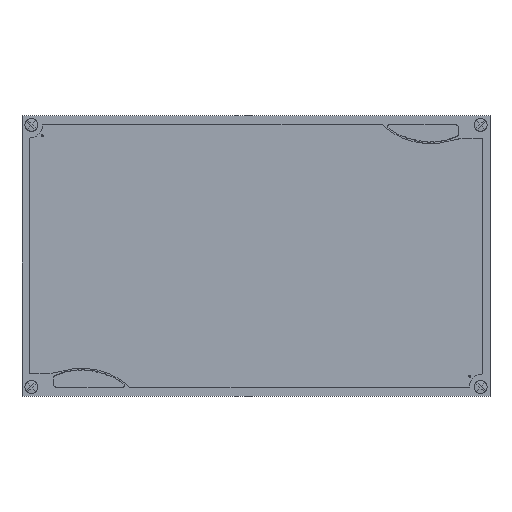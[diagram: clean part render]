
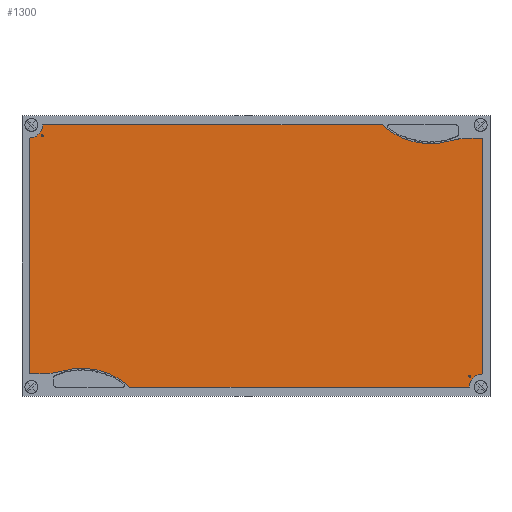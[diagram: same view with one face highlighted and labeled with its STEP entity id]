
A CAD part, top view. The second image highlights one B-rep face of the part: STEP entity #1300.
In plain terms, the highlighted planar face has unit normal (0, 0, 1).
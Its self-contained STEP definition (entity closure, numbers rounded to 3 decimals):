
#1300=ADVANCED_FACE('',(#3052,#3053,#3054),#3055,.T.);
#3052=FACE_OUTER_BOUND('',#5373,.T.);
#3053=FACE_BOUND('',#5374,.T.);
#3054=FACE_BOUND('',#5375,.T.);
#3055=PLANE('',#5376);
#5373=EDGE_LOOP('',(#8555,#8556,#8557,#8558,#8559,#8560,#8561,#8562,#8563,#8564,#8565,#8566));
#5374=EDGE_LOOP('',(#8567,#8568));
#5375=EDGE_LOOP('',(#8569,#8570));
#5376=AXIS2_PLACEMENT_3D('',#8571,#8572,#8573);
#8555=ORIENTED_EDGE('',*,*,#14940,.T.);
#8556=ORIENTED_EDGE('',*,*,#14936,.T.);
#8557=ORIENTED_EDGE('',*,*,#14931,.T.);
#8558=ORIENTED_EDGE('',*,*,#14948,.T.);
#8559=ORIENTED_EDGE('',*,*,#14949,.T.);
#8560=ORIENTED_EDGE('',*,*,#14950,.T.);
#8561=ORIENTED_EDGE('',*,*,#14951,.T.);
#8562=ORIENTED_EDGE('',*,*,#14952,.T.);
#8563=ORIENTED_EDGE('',*,*,#14953,.T.);
#8564=ORIENTED_EDGE('',*,*,#14954,.T.);
#8565=ORIENTED_EDGE('',*,*,#14955,.T.);
#8566=ORIENTED_EDGE('',*,*,#14944,.F.);
#8567=ORIENTED_EDGE('',*,*,#14431,.T.);
#8568=ORIENTED_EDGE('',*,*,#14397,.T.);
#8569=ORIENTED_EDGE('',*,*,#14435,.T.);
#8570=ORIENTED_EDGE('',*,*,#14392,.T.);
#8571=CARTESIAN_POINT('',(250.0,150.0,64.3));
#8572=DIRECTION('',(0.0,0.0,1.0));
#8573=DIRECTION('',(0.0,-1.0,0.0));
#14392=EDGE_CURVE('',#17243,#17247,#17249,.T.);
#14397=EDGE_CURVE('',#17252,#17256,#17258,.T.);
#14431=EDGE_CURVE('',#17256,#17252,#17308,.T.);
#14435=EDGE_CURVE('',#17247,#17243,#17312,.T.);
#14931=EDGE_CURVE('',#18044,#18045,#18046,.T.);
#14936=EDGE_CURVE('',#18053,#18044,#18054,.T.);
#14940=EDGE_CURVE('',#18059,#18053,#18060,.T.);
#14944=EDGE_CURVE('',#18059,#18065,#18066,.T.);
#14948=EDGE_CURVE('',#18045,#18071,#18072,.T.);
#14949=EDGE_CURVE('',#18071,#18073,#18074,.T.);
#14950=EDGE_CURVE('',#18073,#18075,#18076,.T.);
#14951=EDGE_CURVE('',#18075,#18077,#18078,.T.);
#14952=EDGE_CURVE('',#18077,#18079,#18080,.T.);
#14953=EDGE_CURVE('',#18079,#18081,#18082,.T.);
#14954=EDGE_CURVE('',#18081,#18083,#18084,.T.);
#14955=EDGE_CURVE('',#18083,#18065,#18085,.T.);
#17243=VERTEX_POINT('',#21460);
#17247=VERTEX_POINT('',#21465);
#17249=CIRCLE('',#21468,1.1);
#17252=VERTEX_POINT('',#21471);
#17256=VERTEX_POINT('',#21476);
#17258=CIRCLE('',#21479,1.1);
#17308=CIRCLE('',#21537,1.1);
#17312=CIRCLE('',#21541,1.1);
#18044=VERTEX_POINT('',#22529);
#18045=VERTEX_POINT('',#22530);
#18046=CIRCLE('',#22531,75.627);
#18053=VERTEX_POINT('',#22540);
#18054=CIRCLE('',#22541,77.855);
#18059=VERTEX_POINT('',#22547);
#18060=LINE('',#22548,#22549);
#18065=VERTEX_POINT('',#22556);
#18066=LINE('',#22557,#22558);
#18071=VERTEX_POINT('',#22565);
#18072=LINE('',#22566,#22567);
#18073=VERTEX_POINT('',#22568);
#18074=CIRCLE('',#22569,14.0);
#18075=VERTEX_POINT('',#22570);
#18076=LINE('',#22571,#22572);
#18077=VERTEX_POINT('',#22573);
#18078=LINE('',#22574,#22575);
#18079=VERTEX_POINT('',#22576);
#18080=CIRCLE('',#22577,77.855);
#18081=VERTEX_POINT('',#22578);
#18082=CIRCLE('',#22579,75.627);
#18083=VERTEX_POINT('',#22580);
#18084=LINE('',#22581,#22582);
#18085=CIRCLE('',#22583,14.0);
#21460=CARTESIAN_POINT('',(479.434,21.666,64.3));
#21465=CARTESIAN_POINT('',(477.234,21.666,64.3));
#21468=AXIS2_PLACEMENT_3D('',#27552,#27553,#27554);
#21471=CARTESIAN_POINT('',(22.766,278.334,64.3));
#21476=CARTESIAN_POINT('',(20.566,278.334,64.3));
#21479=AXIS2_PLACEMENT_3D('',#27560,#27561,#27562);
#21537=AXIS2_PLACEMENT_3D('',#27619,#27620,#27621);
#21541=AXIS2_PLACEMENT_3D('',#27625,#27626,#27627);
#22529=CARTESIAN_POINT('',(457.3,273.,64.3));
#22530=CARTESIAN_POINT('',(384.8,290.,64.3));
#22531=AXIS2_PLACEMENT_3D('',#28199,#28200,#28201);
#22540=CARTESIAN_POINT('',(478.5,276.0,64.3));
#22541=AXIS2_PLACEMENT_3D('',#28207,#28208,#28209);
#22547=CARTESIAN_POINT('',(492.0,276.0,64.3));
#22548=CARTESIAN_POINT('',(367.625,276.0,64.3));
#22549=VECTOR('',#28214,1.0);
#22556=CARTESIAN_POINT('',(492.0,24.0,64.3));
#22557=CARTESIAN_POINT('',(492.0,150.0,64.3));
#22558=VECTOR('',#28217,1.0);
#22565=CARTESIAN_POINT('',(22.,290.,64.3));
#22566=CARTESIAN_POINT('',(250.0,290.0,64.3));
#22567=VECTOR('',#28220,1.0);
#22568=CARTESIAN_POINT('',(8.0,276.0,64.3));
#22569=AXIS2_PLACEMENT_3D('',#28221,#28222,#28223);
#22570=CARTESIAN_POINT('',(8.0,24.0,64.3));
#22571=CARTESIAN_POINT('',(8.0,150.0,64.3));
#22572=VECTOR('',#28224,1.0);
#22573=CARTESIAN_POINT('',(21.5,24.0,64.3));
#22574=CARTESIAN_POINT('',(132.375,24.0,64.3));
#22575=VECTOR('',#28225,1.0);
#22576=CARTESIAN_POINT('',(42.7,27.,64.3));
#22577=AXIS2_PLACEMENT_3D('',#28226,#28227,#28228);
#22578=CARTESIAN_POINT('',(115.2,10.,64.3));
#22579=AXIS2_PLACEMENT_3D('',#28229,#28230,#28231);
#22580=CARTESIAN_POINT('',(478.,10.,64.3));
#22581=CARTESIAN_POINT('',(250.0,10.0,64.3));
#22582=VECTOR('',#28232,1.0);
#22583=AXIS2_PLACEMENT_3D('',#28233,#28234,#28235);
#27552=CARTESIAN_POINT('',(478.334,21.666,64.3));
#27553=DIRECTION('',(0.0,0.0,-1.0));
#27554=DIRECTION('',(1.0,0.0,0.0));
#27560=CARTESIAN_POINT('',(21.666,278.334,64.3));
#27561=DIRECTION('',(0.0,0.0,-1.0));
#27562=DIRECTION('',(1.0,0.0,0.0));
#27619=CARTESIAN_POINT('',(21.666,278.334,64.3));
#27620=DIRECTION('',(0.0,0.0,-1.0));
#27621=DIRECTION('',(1.0,0.0,0.0));
#27625=CARTESIAN_POINT('',(478.334,21.666,64.3));
#27626=DIRECTION('',(0.0,0.0,-1.0));
#27627=DIRECTION('',(1.0,0.0,0.0));
#28199=CARTESIAN_POINT('',(436.078,345.589,64.3));
#28200=DIRECTION('',(-0.0,0.0,-1.0));
#28201=DIRECTION('',(-0.678,-0.735,0.0));
#28207=CARTESIAN_POINT('',(478.705,198.145,64.3));
#28208=DIRECTION('',(0.0,0.0,1.0));
#28209=DIRECTION('',(-0.003,1.,0.0));
#28214=DIRECTION('',(-1.0,-0.0,0.0));
#28217=DIRECTION('',(0.0,-1.0,0.0));
#28220=DIRECTION('',(-1.0,0.0,0.0));
#28221=CARTESIAN_POINT('',(8.,290.,64.3));
#28222=DIRECTION('',(0.0,0.0,-1.0));
#28223=DIRECTION('',(0.,-1.0,0.0));
#28224=DIRECTION('',(0.0,-1.0,0.0));
#28225=DIRECTION('',(1.0,0.0,0.0));
#28226=CARTESIAN_POINT('',(21.295,101.855,64.3));
#28227=DIRECTION('',(0.0,0.0,1.0));
#28228=DIRECTION('',(0.003,-1.,0.0));
#28229=CARTESIAN_POINT('',(63.922,-45.589,64.3));
#28230=DIRECTION('',(0.0,0.0,-1.0));
#28231=DIRECTION('',(0.678,0.735,0.0));
#28232=DIRECTION('',(1.0,0.0,0.0));
#28233=CARTESIAN_POINT('',(492.,10.,64.3));
#28234=DIRECTION('',(0.0,0.0,-1.0));
#28235=DIRECTION('',(0.,1.0,0.0));
